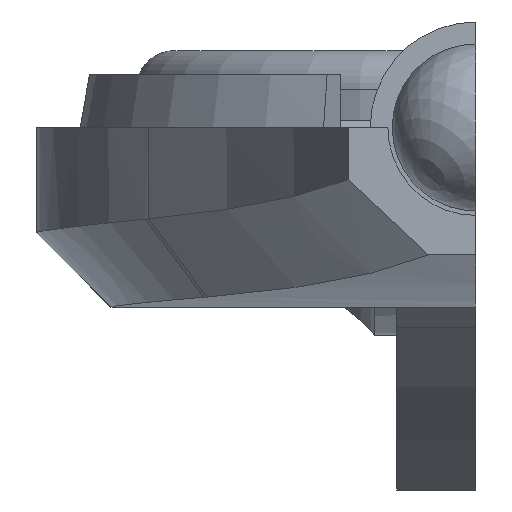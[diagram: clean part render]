
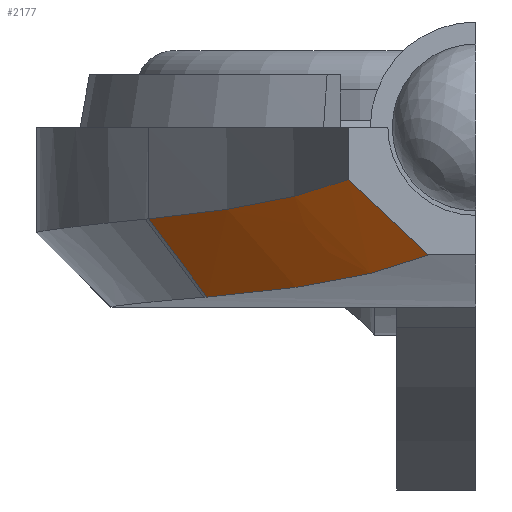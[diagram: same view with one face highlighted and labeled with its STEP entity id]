
A CAD part, front view. The second image highlights one B-rep face of the part: STEP entity #2177.
In plain terms, the highlighted free-form (B-spline) face has degree [3, 3] with [4, 5] control points.
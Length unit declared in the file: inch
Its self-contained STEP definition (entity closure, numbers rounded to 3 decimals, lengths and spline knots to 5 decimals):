
#62=B_SPLINE_SURFACE_WITH_KNOTS('',3,3,((#3714,#3715,#3716,#3717,#3718),
(#3719,#3720,#3721,#3722,#3723),(#3724,#3725,#3726,#3727,#3728),(#3729,
#3730,#3731,#3732,#3733)),.UNSPECIFIED.,.F.,.F.,.F.,(4,4),(4,1,4),(0.,1.),
(4.24819,4.71569,5.33902),.UNSPECIFIED.);
#93=B_SPLINE_CURVE_WITH_KNOTS('',3,(#3336,#3337,#3338,#3339,#3340),
 .UNSPECIFIED.,.F.,.F.,(4,1,4),(-5.33902,-4.71569,-4.24819),
 .UNSPECIFIED.);
#97=B_SPLINE_CURVE_WITH_KNOTS('',3,(#3364,#3365,#3366,#3367,#3368,#3369,
#3370),.UNSPECIFIED.,.F.,.F.,(4,3,4),(0.,0.1588,0.31803),
 .UNSPECIFIED.);
#116=B_SPLINE_CURVE_WITH_KNOTS('',3,(#3735,#3736,#3737,#3738,#3739),
 .UNSPECIFIED.,.F.,.F.,(4,1,4),(4.29786,4.71569,5.33902),
 .UNSPECIFIED.);
#208=FACE_OUTER_BOUND('',#334,.T.);
#334=EDGE_LOOP('',(#1682,#1683,#1684,#1685));
#600=LINE('',#3740,#796);
#796=VECTOR('',#2762,0.3937);
#952=VERTEX_POINT('',#3333);
#953=VERTEX_POINT('',#3335);
#958=VERTEX_POINT('',#3362);
#1004=VERTEX_POINT('',#3734);
#1180=EDGE_CURVE('',#953,#952,#93,.T.);
#1187=EDGE_CURVE('',#952,#958,#97,.T.);
#1263=EDGE_CURVE('',#958,#1004,#116,.T.);
#1264=EDGE_CURVE('',#1004,#953,#600,.T.);
#1682=ORIENTED_EDGE('',*,*,#1187,.T.);
#1683=ORIENTED_EDGE('',*,*,#1263,.T.);
#1684=ORIENTED_EDGE('',*,*,#1264,.T.);
#1685=ORIENTED_EDGE('',*,*,#1180,.T.);
#2177=ADVANCED_FACE('',(#208),#62,.T.);
#2762=DIRECTION('',(0.545,0.424,-0.724));
#3333=CARTESIAN_POINT('',(-0.05362,-0.69159,-0.145));
#3335=CARTESIAN_POINT('',(-0.30547,-0.28156,-0.19284));
#3336=CARTESIAN_POINT('Ctrl Pts',(-0.30547,-0.28156,-0.19284));
#3337=CARTESIAN_POINT('Ctrl Pts',(-0.24363,-0.35123,
-0.18787));
#3338=CARTESIAN_POINT('Ctrl Pts',(-0.14688,-0.4858,
-0.17536));
#3339=CARTESIAN_POINT('Ctrl Pts',(-0.07812,-0.62948,
-0.15509));
#3340=CARTESIAN_POINT('Ctrl Pts',(-0.05362,-0.69159,
-0.145));
#3362=CARTESIAN_POINT('',(-0.145,-0.69159,-0.05931));
#3364=CARTESIAN_POINT('Ctrl Pts',(-0.05362,-0.69159,
-0.145));
#3365=CARTESIAN_POINT('Ctrl Pts',(-0.06878,-0.69159,
-0.1307));
#3366=CARTESIAN_POINT('Ctrl Pts',(-0.08398,-0.69158,
-0.11641));
#3367=CARTESIAN_POINT('Ctrl Pts',(-0.09919,-0.69158,
-0.10215));
#3368=CARTESIAN_POINT('Ctrl Pts',(-0.11443,-0.69157,
-0.08786));
#3369=CARTESIAN_POINT('Ctrl Pts',(-0.12972,-0.69157,
-0.07356));
#3370=CARTESIAN_POINT('Ctrl Pts',(-0.14501,-0.69156,
-0.05931));
#3714=CARTESIAN_POINT('Ctrl Pts',(-0.05362,-0.69159,
-0.145));
#3715=CARTESIAN_POINT('Ctrl Pts',(-0.07812,-0.62948,
-0.15509));
#3716=CARTESIAN_POINT('Ctrl Pts',(-0.14688,-0.4858,
-0.17536));
#3717=CARTESIAN_POINT('Ctrl Pts',(-0.24363,-0.35123,
-0.18787));
#3718=CARTESIAN_POINT('Ctrl Pts',(-0.30547,-0.28156,-0.19284));
#3719=CARTESIAN_POINT('Ctrl Pts',(-0.08157,-0.69762,
-0.11542));
#3720=CARTESIAN_POINT('Ctrl Pts',(-0.10562,-0.63727,
-0.12537));
#3721=CARTESIAN_POINT('Ctrl Pts',(-0.17293,-0.49763,
-0.14546));
#3722=CARTESIAN_POINT('Ctrl Pts',(-0.26741,-0.36674,
-0.15809));
#3723=CARTESIAN_POINT('Ctrl Pts',(-0.32779,-0.29891,
-0.16321));
#3724=CARTESIAN_POINT('Ctrl Pts',(-0.10952,-0.70366,
-0.08585));
#3725=CARTESIAN_POINT('Ctrl Pts',(-0.13311,-0.64505,
-0.09565));
#3726=CARTESIAN_POINT('Ctrl Pts',(-0.19898,-0.50947,
-0.11555));
#3727=CARTESIAN_POINT('Ctrl Pts',(-0.29118,-0.38226,
-0.12832));
#3728=CARTESIAN_POINT('Ctrl Pts',(-0.35011,-0.31626,
-0.13357));
#3729=CARTESIAN_POINT('Ctrl Pts',(-0.13747,-0.70969,
-0.05627));
#3730=CARTESIAN_POINT('Ctrl Pts',(-0.16061,-0.65283,
-0.06593));
#3731=CARTESIAN_POINT('Ctrl Pts',(-0.22503,-0.52131,
-0.08565));
#3732=CARTESIAN_POINT('Ctrl Pts',(-0.31496,-0.39777,
-0.09854));
#3733=CARTESIAN_POINT('Ctrl Pts',(-0.37243,-0.33361,
-0.10393));
#3734=CARTESIAN_POINT('',(-0.37243,-0.33361,-0.10393));
#3735=CARTESIAN_POINT('Ctrl Pts',(-0.145,-0.69159,
-0.05931));
#3736=CARTESIAN_POINT('Ctrl Pts',(-0.16653,-0.64087,
-0.06771));
#3737=CARTESIAN_POINT('Ctrl Pts',(-0.22913,-0.51568,
-0.08623));
#3738=CARTESIAN_POINT('Ctrl Pts',(-0.31496,-0.39777,
-0.09854));
#3739=CARTESIAN_POINT('Ctrl Pts',(-0.37243,-0.33361,
-0.10393));
#3740=CARTESIAN_POINT('',(-0.37243,-0.33361,-0.10393));
